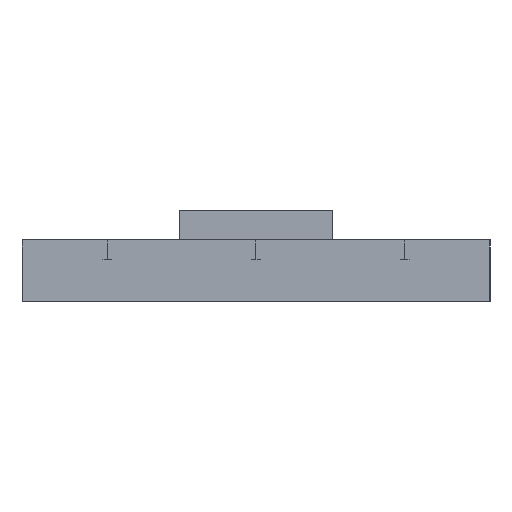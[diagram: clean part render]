
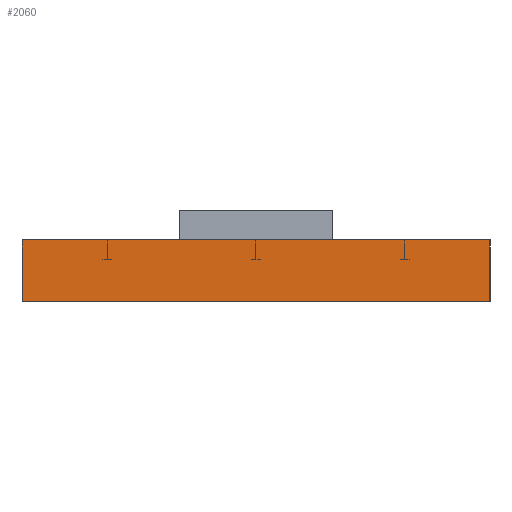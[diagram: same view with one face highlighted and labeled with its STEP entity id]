
A CAD part, left-side view. The second image highlights one B-rep face of the part: STEP entity #2060.
In plain terms, the highlighted planar face has unit normal (-1, 0, 0).
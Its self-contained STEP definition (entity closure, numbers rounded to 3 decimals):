
#35 = DIRECTION ( 'NONE',  ( 0., 1., 0. ) ) ;
#69 = CARTESIAN_POINT ( 'NONE',  ( -165., -94.5, -20. ) ) ;
#136 = LINE ( 'NONE', #1116, #683 ) ;
#220 = DIRECTION ( 'NONE',  ( 0., 1., 0. ) ) ;
#269 = CARTESIAN_POINT ( 'NONE',  ( -165., 94.5, 5. ) ) ;
#321 = CARTESIAN_POINT ( 'NONE',  ( -165., 94.5, -20. ) ) ;
#373 = VECTOR ( 'NONE', #813, 1000. ) ;
#446 = ORIENTED_EDGE ( 'NONE', *, *, #2440, .T. ) ;
#683 = VECTOR ( 'NONE', #2431, 1000. ) ;
#813 = DIRECTION ( 'NONE',  ( 0., -1., 0. ) ) ;
#959 = VECTOR ( 'NONE', #2804, 1000. ) ;
#1068 = VERTEX_POINT ( 'NONE', #321 ) ;
#1116 = CARTESIAN_POINT ( 'NONE',  ( -165., 94.5, 5. ) ) ;
#1137 = CARTESIAN_POINT ( 'NONE',  ( -165., 94.5, 5. ) ) ;
#1212 = DIRECTION ( 'NONE',  ( 1., 0., 0. ) ) ;
#1348 = LINE ( 'NONE', #1685, #2545 ) ;
#1544 = CARTESIAN_POINT ( 'NONE',  ( -165., -94.5, 5. ) ) ;
#1555 = EDGE_CURVE ( 'NONE', #1624, #2528, #3769, .T. ) ;
#1609 = PLANE ( 'NONE',  #3977 ) ;
#1624 = VERTEX_POINT ( 'NONE', #269 ) ;
#1685 = CARTESIAN_POINT ( 'NONE',  ( -165., 94.5, -20. ) ) ;
#1823 = EDGE_LOOP ( 'NONE', ( #446, #2113, #2436, #4159 ) ) ;
#1888 = FACE_OUTER_BOUND ( 'NONE', #1823, .T. ) ;
#2038 = CARTESIAN_POINT ( 'NONE',  ( -165., -94.5, 5. ) ) ;
#2058 = LINE ( 'NONE', #2038, #959 ) ;
#2060 = ADVANCED_FACE ( 'NONE', ( #1888 ), #1609, .F. ) ;
#2113 = ORIENTED_EDGE ( 'NONE', *, *, #3428, .F. ) ;
#2431 = DIRECTION ( 'NONE',  ( 0., 0., -1. ) ) ;
#2436 = ORIENTED_EDGE ( 'NONE', *, *, #3139, .F. ) ;
#2440 = EDGE_CURVE ( 'NONE', #1624, #1068, #136, .T. ) ;
#2528 = VERTEX_POINT ( 'NONE', #1544 ) ;
#2545 = VECTOR ( 'NONE', #35, 1000. ) ;
#2602 = VERTEX_POINT ( 'NONE', #69 ) ;
#2804 = DIRECTION ( 'NONE',  ( 0., 0., -1. ) ) ;
#2862 = CARTESIAN_POINT ( 'NONE',  ( -165., 94.5, 5. ) ) ;
#3139 = EDGE_CURVE ( 'NONE', #2528, #2602, #2058, .T. ) ;
#3428 = EDGE_CURVE ( 'NONE', #2602, #1068, #1348, .T. ) ;
#3769 = LINE ( 'NONE', #1137, #373 ) ;
#3977 = AXIS2_PLACEMENT_3D ( 'NONE', #2862, #1212, #220 ) ;
#4159 = ORIENTED_EDGE ( 'NONE', *, *, #1555, .F. ) ;
